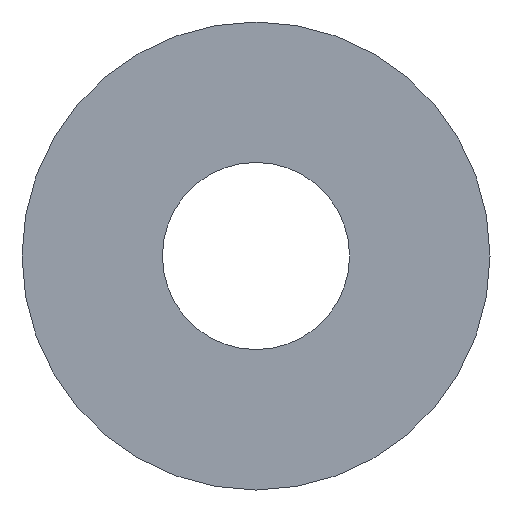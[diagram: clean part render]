
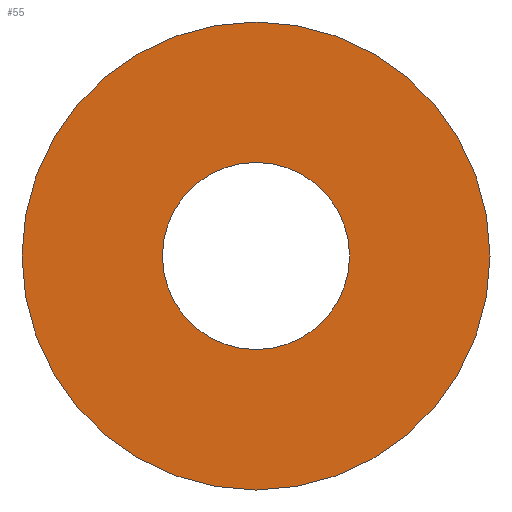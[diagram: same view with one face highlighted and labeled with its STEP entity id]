
A CAD part, left-side view. The second image highlights one B-rep face of the part: STEP entity #55.
In plain terms, the highlighted planar face has unit normal (-1, 0, 0).
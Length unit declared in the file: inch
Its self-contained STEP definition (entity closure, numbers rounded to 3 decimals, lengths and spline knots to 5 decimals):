
#17=FACE_BOUND('',#26,.T.);
#21=FACE_OUTER_BOUND('',#25,.T.);
#25=EDGE_LOOP('',(#45));
#26=EDGE_LOOP('',(#46));
#33=CIRCLE('',#68,0.3125);
#34=CIRCLE('',#69,0.125);
#37=VERTEX_POINT('',#95);
#38=VERTEX_POINT('',#97);
#41=EDGE_CURVE('',#37,#37,#33,.T.);
#42=EDGE_CURVE('',#38,#38,#34,.T.);
#45=ORIENTED_EDGE('',*,*,#41,.F.);
#46=ORIENTED_EDGE('',*,*,#42,.F.);
#53=PLANE('',#67);
#55=ADVANCED_FACE('',(#21,#17),#53,.F.);
#67=AXIS2_PLACEMENT_3D('',#94,#77,#78);
#68=AXIS2_PLACEMENT_3D('',#96,#79,#80);
#69=AXIS2_PLACEMENT_3D('',#98,#81,#82);
#77=DIRECTION('center_axis',(1.,0.,0.));
#78=DIRECTION('ref_axis',(0.,-1.,0.));
#79=DIRECTION('center_axis',(1.,0.,0.));
#80=DIRECTION('ref_axis',(0.,-1.,0.));
#81=DIRECTION('center_axis',(-1.,0.,0.));
#82=DIRECTION('ref_axis',(0.,-1.,0.));
#94=CARTESIAN_POINT('Origin',(0.,0.,0.));
#95=CARTESIAN_POINT('',(0.,-0.3125,0.));
#96=CARTESIAN_POINT('Origin',(0.,0.,0.));
#97=CARTESIAN_POINT('',(0.,-0.125,0.));
#98=CARTESIAN_POINT('Origin',(0.,0.,0.));
